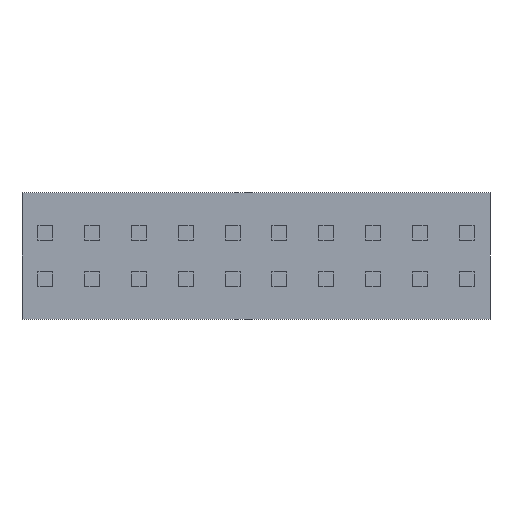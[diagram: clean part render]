
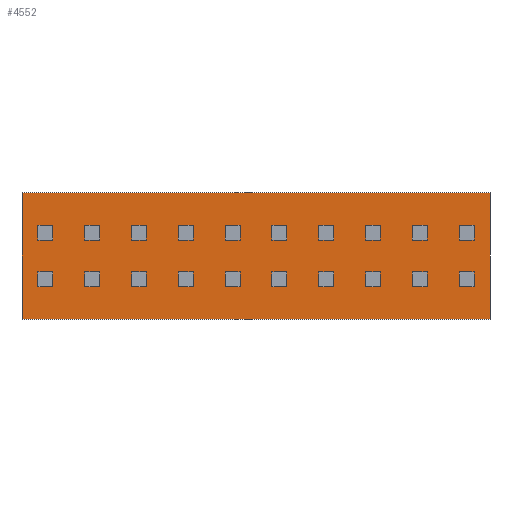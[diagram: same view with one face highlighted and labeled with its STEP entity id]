
A CAD part, front view. The second image highlights one B-rep face of the part: STEP entity #4552.
In plain terms, the highlighted planar face has unit normal (0, -1, 0).
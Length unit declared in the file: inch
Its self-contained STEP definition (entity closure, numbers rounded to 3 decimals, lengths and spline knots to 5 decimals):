
#63=ORIENTED_EDGE('',*,*,#1371,.F.);
#64=ORIENTED_EDGE('',*,*,#1381,.F.);
#65=ORIENTED_EDGE('',*,*,#1378,.F.);
#66=ORIENTED_EDGE('',*,*,#1375,.F.);
#1371=EDGE_CURVE('',#2035,#2036,#2451,.T.);
#1375=EDGE_CURVE('',#2036,#2039,#2455,.T.);
#1378=EDGE_CURVE('',#2039,#2041,#2458,.T.);
#1381=EDGE_CURVE('',#2041,#2035,#2461,.T.);
#2035=VERTEX_POINT('',#6300);
#2036=VERTEX_POINT('',#6301);
#2039=VERTEX_POINT('',#6309);
#2041=VERTEX_POINT('',#6315);
#2451=LINE('',#6299,#3115);
#2455=LINE('',#6308,#3119);
#2458=LINE('',#6314,#3122);
#2461=LINE('',#6320,#3125);
#3115=VECTOR('',#5115,39.37008);
#3119=VECTOR('',#5121,39.37008);
#3122=VECTOR('',#5126,39.37008);
#3125=VECTOR('',#5131,39.37008);
#3784=EDGE_LOOP('',(#63,#64,#65,#66));
#4040=FACE_BOUND('',#3784,.T.);
#4296=PLANE('',#4856);
#4552=ADVANCED_FACE('',(#4040),#4296,.F.);
#4856=AXIS2_PLACEMENT_3D('',#6323,#5135,#5136);
#5115=DIRECTION('',(0.,0.,1.));
#5121=DIRECTION('',(1.,0.,0.));
#5126=DIRECTION('',(0.,0.,-1.));
#5131=DIRECTION('',(-1.,0.,0.));
#5135=DIRECTION('',(0.,1.,0.));
#5136=DIRECTION('',(0.,0.,1.));
#6299=CARTESIAN_POINT('',(-0.25,0.,-0.0675));
#6300=CARTESIAN_POINT('',(-0.25,0.,-0.0675));
#6301=CARTESIAN_POINT('',(-0.25,0.,0.0675));
#6308=CARTESIAN_POINT('',(-0.25,0.,0.0675));
#6309=CARTESIAN_POINT('',(0.25,0.,0.0675));
#6314=CARTESIAN_POINT('',(0.25,0.,0.0675));
#6315=CARTESIAN_POINT('',(0.25,0.,-0.0675));
#6320=CARTESIAN_POINT('',(0.25,0.,-0.0675));
#6323=CARTESIAN_POINT('',(0.,0.,0.));
